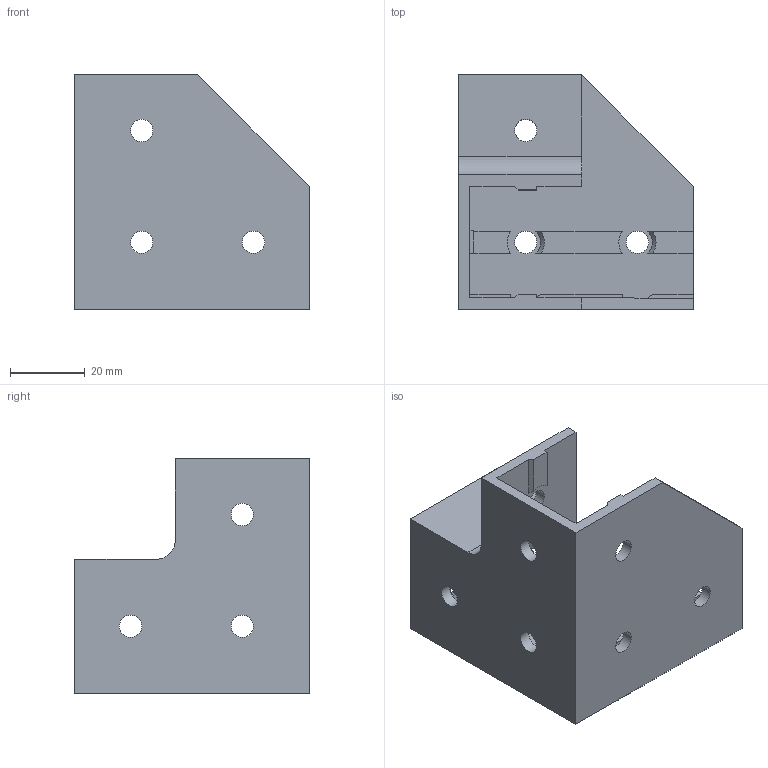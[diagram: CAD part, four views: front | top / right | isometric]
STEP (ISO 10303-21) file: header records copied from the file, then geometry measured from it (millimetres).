
FILE_DESCRIPTION(/* description */ (''),/* implementation_level */ '2;1');
FILE_NAME(/* name */ '3w v1.step',/* time_stamp */ '2019-02-09T13:05:15+02:00',/* author */ ('ugunsx'),/* organization */ (''),/* preprocessor_version */ 'ST-DEVELOPER v17.2',/* originating_system */ 'Autodesk Translation Framework v7.6.0.251',/* authorisation */ '');
FILE_SCHEMA (('AUTOMOTIVE_DESIGN { 1 0 10303 214 3 1 1 }'));
Length unit declared in the file: millimetre
Products named in the file (1): 3w
Bounding box: 63 x 63 x 63 mm (x, y, z)
Volume: 34675.2 mm3; surface area: 24536.7 mm2
Topology: 1 solids, 1 shells, 108 faces, 293 edges, 195 vertices
Faces by surface type: plane 76, cylinder 28, cone 4
Full cylindrical faces by diameter (mm): 6 x11
Entity records: 3470 total; most frequent: CARTESIAN_POINT 613, ORIENTED_EDGE 586, DIRECTION 575, EDGE_CURVE 293, LINE 213, VECTOR 213, VERTEX_POINT 195, AXIS2_PLACEMENT_3D 181
